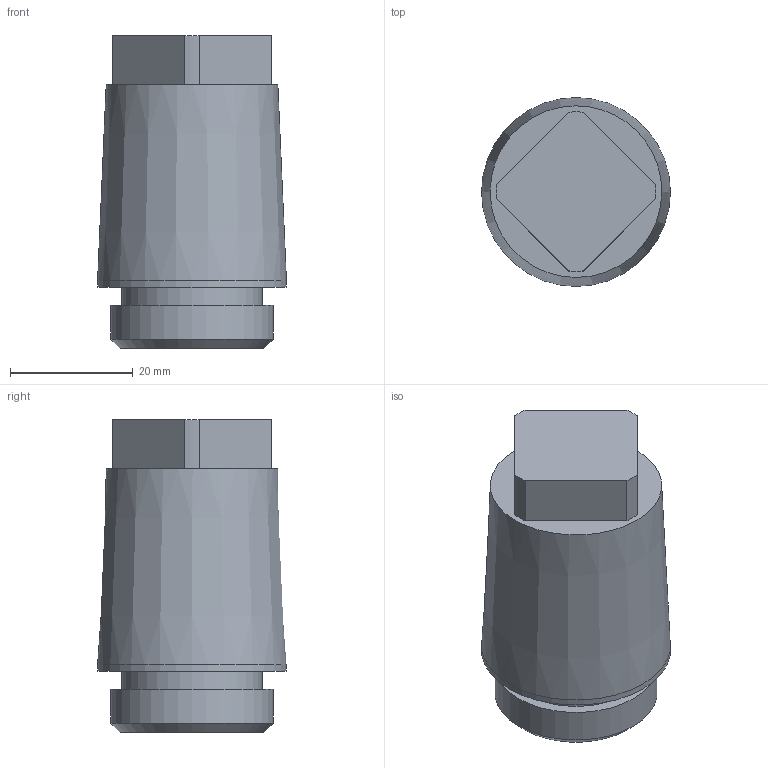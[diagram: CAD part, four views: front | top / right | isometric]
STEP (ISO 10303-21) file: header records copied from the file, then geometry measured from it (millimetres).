
FILE_DESCRIPTION(( 'MV.11B00.34.STP' ), '1');
FILE_NAME( 'MV.11B00.34.STP', '2018-10-03T13:58:53',( 'Sopra'),('sopra-pneumatic.com'), 'SwSTEP 2.0','SolidWorks 2009','' );
FILE_SCHEMA (('AUTOMOTIVE_DESIGN { 1 0 10303 214 1 1 1 1 }'));
Length unit declared in the file: millimetre
Products named in the file (3): Root; ROTATIONSTEIL_0; ROTATIONSTEIL_1
Assembly tree (2 placements, depth 2):
  Root
    ROTATIONSTEIL_0
    ROTATIONSTEIL_1
Bounding box: 30.8 x 30.8 x 51 mm (x, y, z)
Volume: 17230.2 mm3; surface area: 10055.8 mm2
Topology: 2 solids, 2 shells, 28 faces, 62 edges, 42 vertices
Faces by surface type: plane 13, cylinder 11, cone 3, sphere 1
Full cylindrical faces by diameter (mm): 20 x2, 22 x2, 23 x1, 26.441 x1, 30.8 x1
Entity records: 1140 total; most frequent: DIRECTION 132, CARTESIAN_POINT 108, PRESENTATION_STYLE_ASSIGNMENT 86, COLOUR_RGB 86, DRAUGHTING_PRE_DEFINED_CURVE_FONT 84, CURVE_STYLE 84, OVER_RIDING_STYLED_ITEM 84, ORIENTED_EDGE 84
